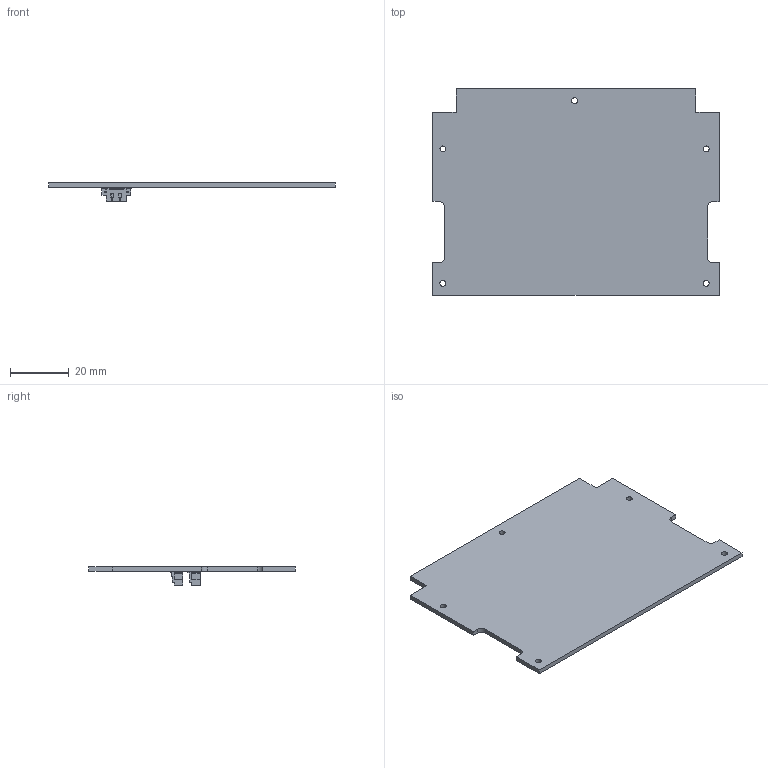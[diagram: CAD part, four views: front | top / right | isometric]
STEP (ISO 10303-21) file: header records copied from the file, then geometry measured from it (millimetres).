
FILE_DESCRIPTION(('KiCad electronic assembly'),'2;1');
FILE_NAME('Z-.step','2020-07-24T18:25:00',('An Author'),('A Company'), 'Open CASCADE STEP processor 6.9','KiCad to STEP converter','Unknown' );
FILE_SCHEMA(('AUTOMOTIVE_DESIGN { 1 0 10303 214 1 1 1 1 }'));
Length unit declared in the file: millimetre
Products named in the file (6): Open CASCADE STEP translator 6.9 1; Molex_PicoBlade_53398-0471_1x04-1MP_P1.25mm_Vertical; SOLID; Molex_PicoBlade_53398-0271_1x02-1MP_P1.25mm_Vertical; COMPOUND
Assembly tree (5 placements, depth 3):
  Open CASCADE STEP translator 6.9 1
    Molex_PicoBlade_53398-0471_1x04-1MP_P1.25mm_Vertical
      SOLID
    Molex_PicoBlade_53398-0271_1x02-1MP_P1.25mm_Vertical
      SOLID
    COMPOUND
Bounding box: 98.02 x 70.51 x 6.35 mm (x, y, z)
Volume: 10691.5 mm3; surface area: 14267.4 mm2
Topology: 3 solids, 3 shells, 332 faces, 918 edges, 604 vertices
Faces by surface type: plane 307, cylinder 25
Full cylindrical faces by diameter (mm): 2.006 x5
Entity records: 24716 total; most frequent: CARTESIAN_POINT 3936, DIRECTION 3448, LINE 2634, VECTOR 2634, ORIENTED_EDGE 1836, PCURVE 1836, DEFINITIONAL_REPRESENTATION 1836, EDGE_CURVE 918
